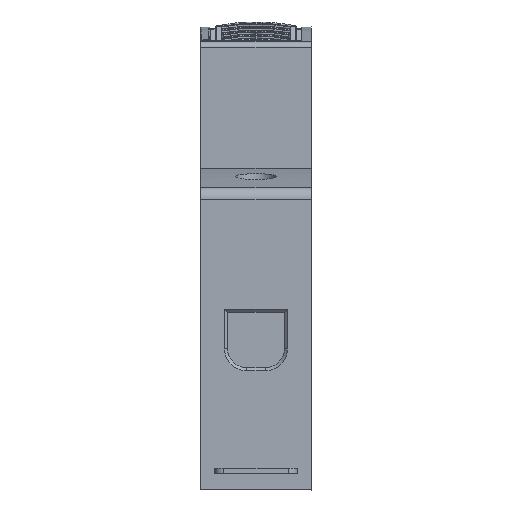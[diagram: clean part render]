
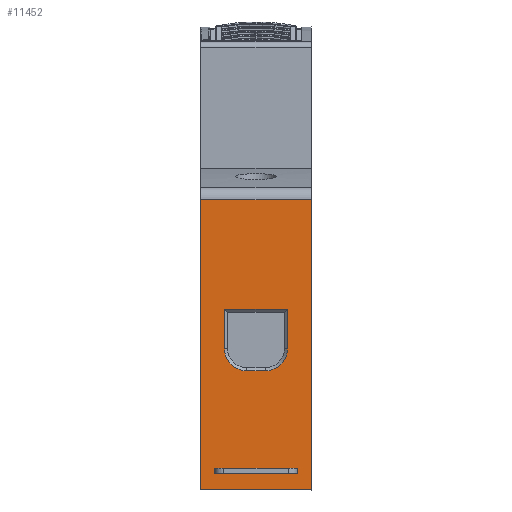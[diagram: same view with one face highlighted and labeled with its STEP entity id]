
A CAD part, top view. The second image highlights one B-rep face of the part: STEP entity #11452.
In plain terms, the highlighted planar face has unit normal (0, 0, 1).
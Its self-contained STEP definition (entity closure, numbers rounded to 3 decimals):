
#135 = VERTEX_POINT ( 'NONE', #5964 ) ;
#210 = ORIENTED_EDGE ( 'NONE', *, *, #15959, .F. ) ;
#411 = CARTESIAN_POINT ( 'NONE',  ( -6.1, -59.95, 36.5 ) ) ;
#503 = LINE ( 'NONE', #18948, #19000 ) ;
#758 = ORIENTED_EDGE ( 'NONE', *, *, #23806, .T. ) ;
#1118 = DIRECTION ( 'NONE',  ( 0., 0., -1. ) ) ;
#1379 = VECTOR ( 'NONE', #21653, 1000. ) ;
#1446 = DIRECTION ( 'NONE',  ( -1., 0., 0. ) ) ;
#1625 = CARTESIAN_POINT ( 'NONE',  ( -3.1, -59.95, 36.5 ) ) ;
#1661 = CARTESIAN_POINT ( 'NONE',  ( 8.4, -16.492, 36.5 ) ) ;
#1752 = EDGE_LOOP ( 'NONE', ( #13746, #21729, #19176, #16402 ) ) ;
#1782 = FACE_BOUND ( 'NONE', #10269, .T. ) ;
#1792 = VERTEX_POINT ( 'NONE', #16080 ) ;
#1793 = VECTOR ( 'NONE', #12943, 1000. ) ;
#2059 = VECTOR ( 'NONE', #12614, 1000. ) ;
#2235 = LINE ( 'NONE', #9517, #10405 ) ;
#2362 = CARTESIAN_POINT ( 'NONE',  ( -3.1, -59.15, 36.5 ) ) ;
#2381 = VERTEX_POINT ( 'NONE', #17243 ) ;
#2502 = ORIENTED_EDGE ( 'NONE', *, *, #9252, .T. ) ;
#2643 = LINE ( 'NONE', #8346, #1379 ) ;
#2744 = EDGE_CURVE ( 'NONE', #11906, #2381, #19149, .T. ) ;
#2777 = DIRECTION ( 'NONE',  ( -1., 0., 0. ) ) ;
#2908 = VERTEX_POINT ( 'NONE', #1661 ) ;
#3123 = ORIENTED_EDGE ( 'NONE', *, *, #5937, .F. ) ;
#3136 = VECTOR ( 'NONE', #1446, 1000. ) ;
#3268 = VERTEX_POINT ( 'NONE', #21704 ) ;
#3309 = CARTESIAN_POINT ( 'NONE',  ( -5.4, -33.9, 36.5 ) ) ;
#3453 = EDGE_LOOP ( 'NONE', ( #15340, #13001, #8697, #2502, #758, #22435 ) ) ;
#3503 = FACE_OUTER_BOUND ( 'NONE', #9101, .T. ) ;
#3546 = LINE ( 'NONE', #21954, #16251 ) ;
#3579 = DIRECTION ( 'NONE',  ( 1., 0., 0. ) ) ;
#3815 = CARTESIAN_POINT ( 'NONE',  ( -5.4, -16.492, 36.5 ) ) ;
#4000 = VERTEX_POINT ( 'NONE', #17890 ) ;
#4052 = LINE ( 'NONE', #7834, #9743 ) ;
#4275 = CARTESIAN_POINT ( 'NONE',  ( 8.4, -27.404, 36.5 ) ) ;
#5098 = FACE_BOUND ( 'NONE', #3453, .T. ) ;
#5220 = DIRECTION ( 'NONE',  ( 0., 0., 1. ) ) ;
#5357 = CARTESIAN_POINT ( 'NONE',  ( -1.9, -40.2, 36.5 ) ) ;
#5382 = CARTESIAN_POINT ( 'NONE',  ( 1.1, -43.7, 36.5 ) ) ;
#5428 = LINE ( 'NONE', #1625, #21216 ) ;
#5594 = DIRECTION ( 'NONE',  ( 0., 0., -1. ) ) ;
#5710 = EDGE_CURVE ( 'NONE', #15163, #3268, #11726, .T. ) ;
#5937 = EDGE_CURVE ( 'NONE', #6754, #2908, #503, .T. ) ;
#5964 = CARTESIAN_POINT ( 'NONE',  ( 4.6, -33.9, 36.5 ) ) ;
#6011 = ORIENTED_EDGE ( 'NONE', *, *, #15924, .T. ) ;
#6059 = VECTOR ( 'NONE', #8500, 1000. ) ;
#6251 = VECTOR ( 'NONE', #7812, 1000. ) ;
#6259 = CARTESIAN_POINT ( 'NONE',  ( -9.2, -16.492, 36.5 ) ) ;
#6754 = VERTEX_POINT ( 'NONE', #6259 ) ;
#6783 = VERTEX_POINT ( 'NONE', #17597 ) ;
#6839 = VERTEX_POINT ( 'NONE', #15447 ) ;
#7072 = VECTOR ( 'NONE', #7960, 1000. ) ;
#7108 = EDGE_CURVE ( 'NONE', #15686, #10460, #8851, .T. ) ;
#7629 = EDGE_CURVE ( 'NONE', #21796, #3268, #22065, .T. ) ;
#7812 = DIRECTION ( 'NONE',  ( 0., 1., 0. ) ) ;
#7834 = CARTESIAN_POINT ( 'NONE',  ( -9.2, -16.492, 36.5 ) ) ;
#7960 = DIRECTION ( 'NONE',  ( -1., 0., 0. ) ) ;
#8276 = AXIS2_PLACEMENT_3D ( 'NONE', #21720, #1118, #14352 ) ;
#8346 = CARTESIAN_POINT ( 'NONE',  ( 4.6, -16.492, 36.5 ) ) ;
#8500 = DIRECTION ( 'NONE',  ( 0., 1., 0. ) ) ;
#8697 = ORIENTED_EDGE ( 'NONE', *, *, #15369, .T. ) ;
#8851 = LINE ( 'NONE', #21799, #2059 ) ;
#8994 = CARTESIAN_POINT ( 'NONE',  ( 2.3, -59.15, 36.5 ) ) ;
#9101 = EDGE_LOOP ( 'NONE', ( #3123, #12079, #12354, #6011 ) ) ;
#9252 = EDGE_CURVE ( 'NONE', #6783, #23309, #15083, .T. ) ;
#9517 = CARTESIAN_POINT ( 'NONE',  ( -50.214, -62.5, 36.5 ) ) ;
#9616 = LINE ( 'NONE', #4275, #6251 ) ;
#9743 = VECTOR ( 'NONE', #9759, 1000. ) ;
#9759 = DIRECTION ( 'NONE',  ( 0., -1., 0. ) ) ;
#10076 = AXIS2_PLACEMENT_3D ( 'NONE', #5357, #5594, #23880 ) ;
#10269 = EDGE_LOOP ( 'NONE', ( #22803, #18488, #210, #13706 ) ) ;
#10318 = LINE ( 'NONE', #21883, #14714 ) ;
#10405 = VECTOR ( 'NONE', #3579, 1000. ) ;
#10460 = VERTEX_POINT ( 'NONE', #16724 ) ;
#10565 = LINE ( 'NONE', #12491, #6059 ) ;
#10990 = VECTOR ( 'NONE', #2777, 1000. ) ;
#11159 = CARTESIAN_POINT ( 'NONE',  ( 8.4, -62.5, 36.5 ) ) ;
#11452 = ADVANCED_FACE ( 'NONE', ( #3503, #5098, #19874, #1782 ), #16471, .T. ) ;
#11726 = LINE ( 'NONE', #411, #7072 ) ;
#11906 = VERTEX_POINT ( 'NONE', #2362 ) ;
#12079 = ORIENTED_EDGE ( 'NONE', *, *, #17560, .T. ) ;
#12354 = ORIENTED_EDGE ( 'NONE', *, *, #22293, .T. ) ;
#12484 = DIRECTION ( 'NONE',  ( 0., 1., 0. ) ) ;
#12491 = CARTESIAN_POINT ( 'NONE',  ( -7., -59.95, 36.5 ) ) ;
#12551 = EDGE_CURVE ( 'NONE', #16646, #22653, #14400, .T. ) ;
#12614 = DIRECTION ( 'NONE',  ( -1., 0., 0. ) ) ;
#12815 = DIRECTION ( 'NONE',  ( 0., 1., 0. ) ) ;
#12943 = DIRECTION ( 'NONE',  ( -1., 0., 0. ) ) ;
#13001 = ORIENTED_EDGE ( 'NONE', *, *, #12551, .T. ) ;
#13343 = CARTESIAN_POINT ( 'NONE',  ( -1.9, -43.7, 36.5 ) ) ;
#13706 = ORIENTED_EDGE ( 'NONE', *, *, #15100, .T. ) ;
#13746 = ORIENTED_EDGE ( 'NONE', *, *, #23076, .F. ) ;
#14051 = VECTOR ( 'NONE', #23551, 1000. ) ;
#14200 = LINE ( 'NONE', #16130, #3136 ) ;
#14352 = DIRECTION ( 'NONE',  ( 1., 0., 0. ) ) ;
#14400 = LINE ( 'NONE', #23484, #1793 ) ;
#14714 = VECTOR ( 'NONE', #16571, 1000. ) ;
#14773 = CARTESIAN_POINT ( 'NONE',  ( -50.214, -16.492, 36.5 ) ) ;
#14932 = VECTOR ( 'NONE', #20281, 1000. ) ;
#15083 = LINE ( 'NONE', #3815, #14932 ) ;
#15100 = EDGE_CURVE ( 'NONE', #1792, #15163, #3546, .T. ) ;
#15163 = VERTEX_POINT ( 'NONE', #17234 ) ;
#15340 = ORIENTED_EDGE ( 'NONE', *, *, #18653, .T. ) ;
#15369 = EDGE_CURVE ( 'NONE', #22653, #6783, #21271, .T. ) ;
#15447 = CARTESIAN_POINT ( 'NONE',  ( -9.2, -62.5, 36.5 ) ) ;
#15686 = VERTEX_POINT ( 'NONE', #19800 ) ;
#15874 = CARTESIAN_POINT ( 'NONE',  ( -6.1, -59.15, 36.5 ) ) ;
#15924 = EDGE_CURVE ( 'NONE', #20073, #2908, #9616, .T. ) ;
#15959 = EDGE_CURVE ( 'NONE', #1792, #21796, #14200, .T. ) ;
#16080 = CARTESIAN_POINT ( 'NONE',  ( 6.2, -59.15, 36.5 ) ) ;
#16130 = CARTESIAN_POINT ( 'NONE',  ( -6.1, -59.15, 36.5 ) ) ;
#16251 = VECTOR ( 'NONE', #20377, 1000. ) ;
#16402 = ORIENTED_EDGE ( 'NONE', *, *, #2744, .F. ) ;
#16471 = PLANE ( 'NONE',  #21966 ) ;
#16571 = DIRECTION ( 'NONE',  ( 1., 0., 0. ) ) ;
#16646 = VERTEX_POINT ( 'NONE', #5382 ) ;
#16724 = CARTESIAN_POINT ( 'NONE',  ( -7., -59.95, 36.5 ) ) ;
#17234 = CARTESIAN_POINT ( 'NONE',  ( 6.2, -59.95, 36.5 ) ) ;
#17243 = CARTESIAN_POINT ( 'NONE',  ( -7., -59.15, 36.5 ) ) ;
#17560 = EDGE_CURVE ( 'NONE', #6754, #6839, #4052, .T. ) ;
#17597 = CARTESIAN_POINT ( 'NONE',  ( -5.4, -40.2, 36.5 ) ) ;
#17890 = CARTESIAN_POINT ( 'NONE',  ( 4.6, -40.2, 36.5 ) ) ;
#18488 = ORIENTED_EDGE ( 'NONE', *, *, #7629, .F. ) ;
#18653 = EDGE_CURVE ( 'NONE', #4000, #16646, #19488, .T. ) ;
#18948 = CARTESIAN_POINT ( 'NONE',  ( -50.214, -16.492, 36.5 ) ) ;
#19000 = VECTOR ( 'NONE', #21105, 1000. ) ;
#19149 = LINE ( 'NONE', #15874, #10990 ) ;
#19176 = ORIENTED_EDGE ( 'NONE', *, *, #20019, .T. ) ;
#19464 = EDGE_CURVE ( 'NONE', #135, #4000, #2643, .T. ) ;
#19488 = CIRCLE ( 'NONE', #8276, 3.5 ) ;
#19800 = CARTESIAN_POINT ( 'NONE',  ( -3.1, -59.95, 36.5 ) ) ;
#19874 = FACE_BOUND ( 'NONE', #1752, .T. ) ;
#20019 = EDGE_CURVE ( 'NONE', #10460, #2381, #10565, .T. ) ;
#20073 = VERTEX_POINT ( 'NONE', #11159 ) ;
#20281 = DIRECTION ( 'NONE',  ( 0., 1., 0. ) ) ;
#20377 = DIRECTION ( 'NONE',  ( 0., -1., 0. ) ) ;
#21105 = DIRECTION ( 'NONE',  ( 1., 0., 0. ) ) ;
#21216 = VECTOR ( 'NONE', #12815, 1000. ) ;
#21271 = CIRCLE ( 'NONE', #10076, 3.5 ) ;
#21653 = DIRECTION ( 'NONE',  ( 0., -1., 0. ) ) ;
#21704 = CARTESIAN_POINT ( 'NONE',  ( 2.3, -59.95, 36.5 ) ) ;
#21720 = CARTESIAN_POINT ( 'NONE',  ( 1.1, -40.2, 36.5 ) ) ;
#21729 = ORIENTED_EDGE ( 'NONE', *, *, #7108, .T. ) ;
#21796 = VERTEX_POINT ( 'NONE', #8994 ) ;
#21799 = CARTESIAN_POINT ( 'NONE',  ( -6.1, -59.95, 36.5 ) ) ;
#21830 = CARTESIAN_POINT ( 'NONE',  ( 2.3, -59.95, 36.5 ) ) ;
#21883 = CARTESIAN_POINT ( 'NONE',  ( -50.214, -33.9, 36.5 ) ) ;
#21954 = CARTESIAN_POINT ( 'NONE',  ( 6.2, -59.95, 36.5 ) ) ;
#21966 = AXIS2_PLACEMENT_3D ( 'NONE', #14773, #5220, #12484 ) ;
#22065 = LINE ( 'NONE', #21830, #14051 ) ;
#22293 = EDGE_CURVE ( 'NONE', #6839, #20073, #2235, .T. ) ;
#22435 = ORIENTED_EDGE ( 'NONE', *, *, #19464, .T. ) ;
#22653 = VERTEX_POINT ( 'NONE', #13343 ) ;
#22803 = ORIENTED_EDGE ( 'NONE', *, *, #5710, .T. ) ;
#23076 = EDGE_CURVE ( 'NONE', #15686, #11906, #5428, .T. ) ;
#23309 = VERTEX_POINT ( 'NONE', #3309 ) ;
#23484 = CARTESIAN_POINT ( 'NONE',  ( -50.214, -43.7, 36.5 ) ) ;
#23551 = DIRECTION ( 'NONE',  ( 0., -1., 0. ) ) ;
#23806 = EDGE_CURVE ( 'NONE', #23309, #135, #10318, .T. ) ;
#23880 = DIRECTION ( 'NONE',  ( 1., 0., 0. ) ) ;
